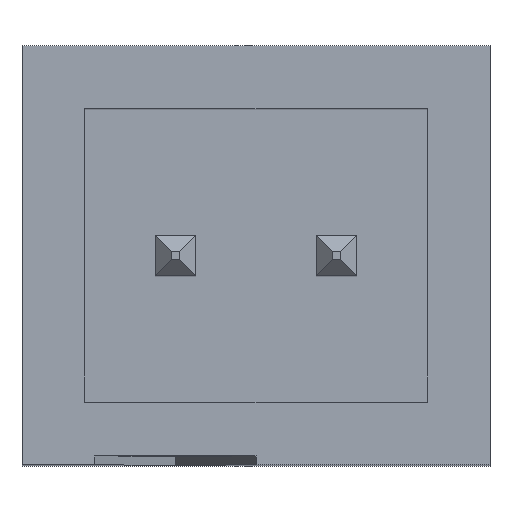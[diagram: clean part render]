
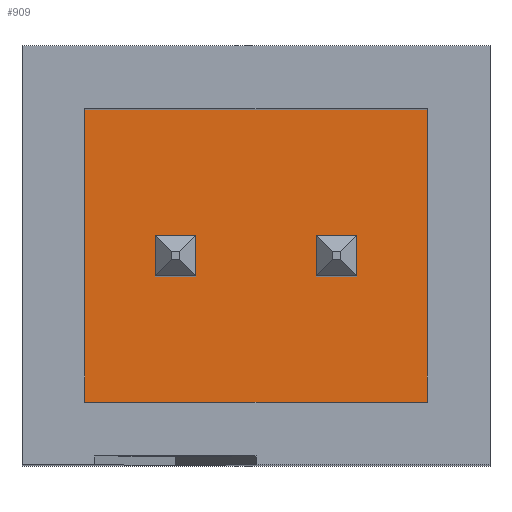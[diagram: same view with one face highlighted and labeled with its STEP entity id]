
A CAD part, top view. The second image highlights one B-rep face of the part: STEP entity #909.
In plain terms, the highlighted planar face has unit normal (0, 0, 1).
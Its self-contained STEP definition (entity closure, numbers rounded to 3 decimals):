
#450 = PLANE('',#451);
#451 = AXIS2_PLACEMENT_3D('',#452,#453,#454);
#452 = CARTESIAN_POINT('',(3.965,-2.31,4.134));
#453 = DIRECTION('',(1.,0.,0.));
#454 = DIRECTION('',(0.,0.,1.));
#478 = PLANE('',#479);
#479 = AXIS2_PLACEMENT_3D('',#480,#481,#482);
#480 = CARTESIAN_POINT('',(-1.425,-2.31,4.134));
#481 = DIRECTION('',(0.,1.,0.));
#482 = DIRECTION('',(0.,0.,1.));
#506 = PLANE('',#507);
#507 = AXIS2_PLACEMENT_3D('',#508,#509,#510);
#508 = CARTESIAN_POINT('',(-1.425,-2.31,4.134));
#509 = DIRECTION('',(1.,0.,0.));
#510 = DIRECTION('',(0.,0.,1.));
#532 = PLANE('',#533);
#533 = AXIS2_PLACEMENT_3D('',#534,#535,#536);
#534 = CARTESIAN_POINT('',(-1.425,2.31,4.134));
#535 = DIRECTION('',(0.,1.,0.));
#536 = DIRECTION('',(0.,0.,1.));
#713 = VERTEX_POINT('',#714);
#714 = CARTESIAN_POINT('',(3.965,-2.31,4.134));
#735 = EDGE_CURVE('',#713,#736,#738,.T.);
#736 = VERTEX_POINT('',#737);
#737 = CARTESIAN_POINT('',(3.965,2.31,4.134));
#738 = SURFACE_CURVE('',#739,(#743,#750),.PCURVE_S1.);
#739 = LINE('',#740,#741);
#740 = CARTESIAN_POINT('',(3.965,-2.31,4.134));
#741 = VECTOR('',#742,1.);
#742 = DIRECTION('',(0.,1.,0.));
#743 = PCURVE('',#450,#744);
#744 = DEFINITIONAL_REPRESENTATION('',(#745),#749);
#745 = LINE('',#746,#747);
#746 = CARTESIAN_POINT('',(0.,0.));
#747 = VECTOR('',#748,1.);
#748 = DIRECTION('',(0.,-1.));
#749 = ( GEOMETRIC_REPRESENTATION_CONTEXT(2) 
PARAMETRIC_REPRESENTATION_CONTEXT() REPRESENTATION_CONTEXT('2D SPACE',''
  ) );
#750 = PCURVE('',#751,#756);
#751 = PLANE('',#752);
#752 = AXIS2_PLACEMENT_3D('',#753,#754,#755);
#753 = CARTESIAN_POINT('',(-1.425,-2.31,4.134));
#754 = DIRECTION('',(0.,0.,1.));
#755 = DIRECTION('',(1.,0.,0.));
#756 = DEFINITIONAL_REPRESENTATION('',(#757),#761);
#757 = LINE('',#758,#759);
#758 = CARTESIAN_POINT('',(5.39,0.));
#759 = VECTOR('',#760,1.);
#760 = DIRECTION('',(0.,1.));
#761 = ( GEOMETRIC_REPRESENTATION_CONTEXT(2) 
PARAMETRIC_REPRESENTATION_CONTEXT() REPRESENTATION_CONTEXT('2D SPACE',''
  ) );
#788 = EDGE_CURVE('',#789,#736,#791,.T.);
#789 = VERTEX_POINT('',#790);
#790 = CARTESIAN_POINT('',(-1.425,2.31,4.134));
#791 = SURFACE_CURVE('',#792,(#796,#803),.PCURVE_S1.);
#792 = LINE('',#793,#794);
#793 = CARTESIAN_POINT('',(-1.425,2.31,4.134));
#794 = VECTOR('',#795,1.);
#795 = DIRECTION('',(1.,0.,0.));
#796 = PCURVE('',#532,#797);
#797 = DEFINITIONAL_REPRESENTATION('',(#798),#802);
#798 = LINE('',#799,#800);
#799 = CARTESIAN_POINT('',(0.,0.));
#800 = VECTOR('',#801,1.);
#801 = DIRECTION('',(0.,1.));
#802 = ( GEOMETRIC_REPRESENTATION_CONTEXT(2) 
PARAMETRIC_REPRESENTATION_CONTEXT() REPRESENTATION_CONTEXT('2D SPACE',''
  ) );
#803 = PCURVE('',#751,#804);
#804 = DEFINITIONAL_REPRESENTATION('',(#805),#809);
#805 = LINE('',#806,#807);
#806 = CARTESIAN_POINT('',(0.,4.62));
#807 = VECTOR('',#808,1.);
#808 = DIRECTION('',(1.,0.));
#809 = ( GEOMETRIC_REPRESENTATION_CONTEXT(2) 
PARAMETRIC_REPRESENTATION_CONTEXT() REPRESENTATION_CONTEXT('2D SPACE',''
  ) );
#837 = EDGE_CURVE('',#838,#713,#840,.T.);
#838 = VERTEX_POINT('',#839);
#839 = CARTESIAN_POINT('',(-1.425,-2.31,4.134));
#840 = SURFACE_CURVE('',#841,(#845,#852),.PCURVE_S1.);
#841 = LINE('',#842,#843);
#842 = CARTESIAN_POINT('',(-1.425,-2.31,4.134));
#843 = VECTOR('',#844,1.);
#844 = DIRECTION('',(1.,0.,0.));
#845 = PCURVE('',#478,#846);
#846 = DEFINITIONAL_REPRESENTATION('',(#847),#851);
#847 = LINE('',#848,#849);
#848 = CARTESIAN_POINT('',(0.,0.));
#849 = VECTOR('',#850,1.);
#850 = DIRECTION('',(0.,1.));
#851 = ( GEOMETRIC_REPRESENTATION_CONTEXT(2) 
PARAMETRIC_REPRESENTATION_CONTEXT() REPRESENTATION_CONTEXT('2D SPACE',''
  ) );
#852 = PCURVE('',#751,#853);
#853 = DEFINITIONAL_REPRESENTATION('',(#854),#858);
#854 = LINE('',#855,#856);
#855 = CARTESIAN_POINT('',(0.,0.));
#856 = VECTOR('',#857,1.);
#857 = DIRECTION('',(1.,0.));
#858 = ( GEOMETRIC_REPRESENTATION_CONTEXT(2) 
PARAMETRIC_REPRESENTATION_CONTEXT() REPRESENTATION_CONTEXT('2D SPACE',''
  ) );
#887 = EDGE_CURVE('',#838,#789,#888,.T.);
#888 = SURFACE_CURVE('',#889,(#893,#900),.PCURVE_S1.);
#889 = LINE('',#890,#891);
#890 = CARTESIAN_POINT('',(-1.425,-2.31,4.134));
#891 = VECTOR('',#892,1.);
#892 = DIRECTION('',(0.,1.,0.));
#893 = PCURVE('',#506,#894);
#894 = DEFINITIONAL_REPRESENTATION('',(#895),#899);
#895 = LINE('',#896,#897);
#896 = CARTESIAN_POINT('',(0.,0.));
#897 = VECTOR('',#898,1.);
#898 = DIRECTION('',(0.,-1.));
#899 = ( GEOMETRIC_REPRESENTATION_CONTEXT(2) 
PARAMETRIC_REPRESENTATION_CONTEXT() REPRESENTATION_CONTEXT('2D SPACE',''
  ) );
#900 = PCURVE('',#751,#901);
#901 = DEFINITIONAL_REPRESENTATION('',(#902),#906);
#902 = LINE('',#903,#904);
#903 = CARTESIAN_POINT('',(0.,0.));
#904 = VECTOR('',#905,1.);
#905 = DIRECTION('',(0.,1.));
#906 = ( GEOMETRIC_REPRESENTATION_CONTEXT(2) 
PARAMETRIC_REPRESENTATION_CONTEXT() REPRESENTATION_CONTEXT('2D SPACE',''
  ) );
#909 = ADVANCED_FACE('',(#910),#751,.T.);
#910 = FACE_BOUND('',#911,.T.);
#911 = EDGE_LOOP('',(#912,#913,#914,#915));
#912 = ORIENTED_EDGE('',*,*,#887,.F.);
#913 = ORIENTED_EDGE('',*,*,#837,.T.);
#914 = ORIENTED_EDGE('',*,*,#735,.T.);
#915 = ORIENTED_EDGE('',*,*,#788,.F.);
